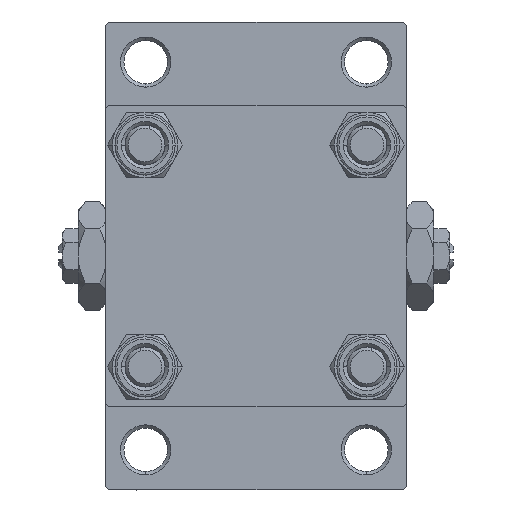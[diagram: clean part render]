
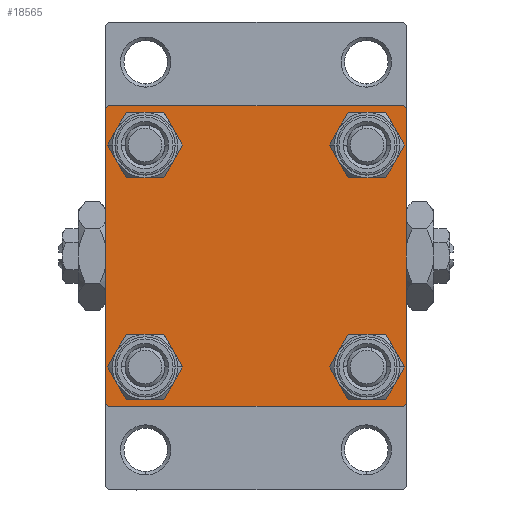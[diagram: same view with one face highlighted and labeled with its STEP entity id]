
A CAD part, left-side view. The second image highlights one B-rep face of the part: STEP entity #18565.
In plain terms, the highlighted planar face has unit normal (-1, 0, 0).
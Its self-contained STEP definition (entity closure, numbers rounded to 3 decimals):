
#191 = CIRCLE ( 'NONE', #43365, 3.5 ) ;
#539 = EDGE_LOOP ( 'NONE', ( #13086, #40939 ) ) ;
#821 = CARTESIAN_POINT ( 'NONE',  ( 0., 16.6, 13.1 ) ) ;
#1506 = VECTOR ( 'NONE', #9284, 1000. ) ;
#1995 = VERTEX_POINT ( 'NONE', #42231 ) ;
#2297 = AXIS2_PLACEMENT_3D ( 'NONE', #37859, #30007, #7394 ) ;
#2540 = LINE ( 'NONE', #28350, #23232 ) ;
#3063 = ORIENTED_EDGE ( 'NONE', *, *, #21763, .T. ) ;
#3064 = DIRECTION ( 'NONE',  ( 0., -0.707, -0.707 ) ) ;
#3488 = FACE_BOUND ( 'NONE', #539, .T. ) ;
#4128 = CARTESIAN_POINT ( 'NONE',  ( 0., 16.6, 16.6 ) ) ;
#4940 = ORIENTED_EDGE ( 'NONE', *, *, #9639, .T. ) ;
#5067 = CARTESIAN_POINT ( 'NONE',  ( 0., -16.6, -20.1 ) ) ;
#5442 = LINE ( 'NONE', #43289, #19439 ) ;
#5529 = VERTEX_POINT ( 'NONE', #20198 ) ;
#6069 = DIRECTION ( 'NONE',  ( 0., 0., 1. ) ) ;
#6129 = CARTESIAN_POINT ( 'NONE',  ( 0., -16.6, 13.1 ) ) ;
#6277 = CARTESIAN_POINT ( 'NONE',  ( 0., 16.6, 20.1 ) ) ;
#7003 = AXIS2_PLACEMENT_3D ( 'NONE', #4128, #14938, #29697 ) ;
#7167 = DIRECTION ( 'NONE',  ( 1., 0., 0. ) ) ;
#7169 = FACE_BOUND ( 'NONE', #46997, .T. ) ;
#7394 = DIRECTION ( 'NONE',  ( 0., 0., 1. ) ) ;
#8288 = VERTEX_POINT ( 'NONE', #39900 ) ;
#8415 = ORIENTED_EDGE ( 'NONE', *, *, #35946, .T. ) ;
#8566 = VERTEX_POINT ( 'NONE', #47949 ) ;
#8943 = ORIENTED_EDGE ( 'NONE', *, *, #39436, .T. ) ;
#9047 = LINE ( 'NONE', #12985, #1506 ) ;
#9140 = EDGE_CURVE ( 'NONE', #21680, #33415, #21136, .T. ) ;
#9284 = DIRECTION ( 'NONE',  ( 0., -0.707, 0.707 ) ) ;
#9527 = AXIS2_PLACEMENT_3D ( 'NONE', #48446, #14777, #23606 ) ;
#9639 = EDGE_CURVE ( 'NONE', #39788, #17747, #12510, .T. ) ;
#9918 = ORIENTED_EDGE ( 'NONE', *, *, #42473, .T. ) ;
#10458 = AXIS2_PLACEMENT_3D ( 'NONE', #40834, #7167, #22152 ) ;
#11994 = ORIENTED_EDGE ( 'NONE', *, *, #33568, .T. ) ;
#12207 = ORIENTED_EDGE ( 'NONE', *, *, #48160, .F. ) ;
#12510 = CIRCLE ( 'NONE', #2297, 3.5 ) ;
#12985 = CARTESIAN_POINT ( 'NONE',  ( 0., -22.25, -22.25 ) ) ;
#13086 = ORIENTED_EDGE ( 'NONE', *, *, #22787, .T. ) ;
#13687 = CARTESIAN_POINT ( 'NONE',  ( 0., -16.6, -16.6 ) ) ;
#14096 = CARTESIAN_POINT ( 'NONE',  ( 0., 22.5, 22. ) ) ;
#14439 = CARTESIAN_POINT ( 'NONE',  ( 0., -16.6, -16.6 ) ) ;
#14777 = DIRECTION ( 'NONE',  ( -1., 0., 0. ) ) ;
#14938 = DIRECTION ( 'NONE',  ( 1., 0., 0. ) ) ;
#16268 = VERTEX_POINT ( 'NONE', #35605 ) ;
#16824 = AXIS2_PLACEMENT_3D ( 'NONE', #13687, #21770, #43656 ) ;
#17136 = DIRECTION ( 'NONE',  ( 1., 0., 0. ) ) ;
#17166 = VERTEX_POINT ( 'NONE', #47580 ) ;
#17393 = ORIENTED_EDGE ( 'NONE', *, *, #39137, .T. ) ;
#17747 = VERTEX_POINT ( 'NONE', #18978 ) ;
#18062 = LINE ( 'NONE', #36733, #46234 ) ;
#18078 = EDGE_CURVE ( 'NONE', #5529, #41260, #29997, .T. ) ;
#18472 = FACE_OUTER_BOUND ( 'NONE', #33030, .T. ) ;
#18565 = ADVANCED_FACE ( 'NONE', ( #7169, #22154, #37155, #3488, #18472 ), #33470, .T. ) ;
#18671 = DIRECTION ( 'NONE',  ( 0., 0., 1. ) ) ;
#18918 = CARTESIAN_POINT ( 'NONE',  ( 0., 16.6, -16.6 ) ) ;
#18978 = CARTESIAN_POINT ( 'NONE',  ( 0., 16.6, -13.1 ) ) ;
#19138 = CIRCLE ( 'NONE', #16824, 3.5 ) ;
#19439 = VECTOR ( 'NONE', #43037, 1000. ) ;
#19923 = ORIENTED_EDGE ( 'NONE', *, *, #36757, .T. ) ;
#19951 = DIRECTION ( 'NONE',  ( 1., 0., 0. ) ) ;
#20198 = CARTESIAN_POINT ( 'NONE',  ( 0., -22.5, 22. ) ) ;
#20607 = CIRCLE ( 'NONE', #10458, 3.5 ) ;
#20640 = VECTOR ( 'NONE', #47498, 1000. ) ;
#20649 = ORIENTED_EDGE ( 'NONE', *, *, #22507, .T. ) ;
#20709 = LINE ( 'NONE', #43065, #20640 ) ;
#21076 = ORIENTED_EDGE ( 'NONE', *, *, #46653, .T. ) ;
#21136 = CIRCLE ( 'NONE', #7003, 3.5 ) ;
#21570 = EDGE_CURVE ( 'NONE', #46930, #8566, #44339, .T. ) ;
#21680 = VERTEX_POINT ( 'NONE', #821 ) ;
#21763 = EDGE_CURVE ( 'NONE', #17166, #38853, #20607, .T. ) ;
#21770 = DIRECTION ( 'NONE',  ( 1., 0., 0. ) ) ;
#22152 = DIRECTION ( 'NONE',  ( 0., 0., 1. ) ) ;
#22154 = FACE_BOUND ( 'NONE', #28944, .T. ) ;
#22507 = EDGE_CURVE ( 'NONE', #1995, #34412, #20709, .T. ) ;
#22787 = EDGE_CURVE ( 'NONE', #33415, #21680, #46566, .T. ) ;
#23232 = VECTOR ( 'NONE', #43333, 1000. ) ;
#23451 = VERTEX_POINT ( 'NONE', #5067 ) ;
#23606 = DIRECTION ( 'NONE',  ( 0., 0., 1. ) ) ;
#24133 = LINE ( 'NONE', #43044, #25386 ) ;
#24385 = AXIS2_PLACEMENT_3D ( 'NONE', #46491, #19951, #42809 ) ;
#24434 = VECTOR ( 'NONE', #41529, 1000. ) ;
#24488 = EDGE_CURVE ( 'NONE', #23451, #16268, #19138, .T. ) ;
#25386 = VECTOR ( 'NONE', #31523, 1000. ) ;
#28350 = CARTESIAN_POINT ( 'NONE',  ( 0., -22.25, 22.25 ) ) ;
#28772 = DIRECTION ( 'NONE',  ( 0., 0., 1. ) ) ;
#28944 = EDGE_LOOP ( 'NONE', ( #21076, #30223 ) ) ;
#29375 = DIRECTION ( 'NONE',  ( 0., -1., 0. ) ) ;
#29697 = DIRECTION ( 'NONE',  ( 0., 0., 1. ) ) ;
#29997 = LINE ( 'NONE', #34647, #24434 ) ;
#30007 = DIRECTION ( 'NONE',  ( 1., 0., 0. ) ) ;
#30223 = ORIENTED_EDGE ( 'NONE', *, *, #24488, .T. ) ;
#31523 = DIRECTION ( 'NONE',  ( 0., -1., 0. ) ) ;
#32050 = ORIENTED_EDGE ( 'NONE', *, *, #21570, .T. ) ;
#32452 = AXIS2_PLACEMENT_3D ( 'NONE', #36130, #47444, #28772 ) ;
#32819 = ORIENTED_EDGE ( 'NONE', *, *, #18078, .F. ) ;
#33030 = EDGE_LOOP ( 'NONE', ( #19923, #8943, #32050, #17393, #32819, #11994, #12207, #20649 ) ) ;
#33415 = VERTEX_POINT ( 'NONE', #6277 ) ;
#33470 = PLANE ( 'NONE',  #9527 ) ;
#33568 = EDGE_CURVE ( 'NONE', #5529, #37427, #2540, .T. ) ;
#33677 = DIRECTION ( 'NONE',  ( 1., 0., 0. ) ) ;
#34412 = VERTEX_POINT ( 'NONE', #14096 ) ;
#34647 = CARTESIAN_POINT ( 'NONE',  ( 0., -22.5, 22.5 ) ) ;
#34845 = CARTESIAN_POINT ( 'NONE',  ( 0., -22., 22.5 ) ) ;
#35605 = CARTESIAN_POINT ( 'NONE',  ( 0., -16.6, -13.1 ) ) ;
#35756 = CARTESIAN_POINT ( 'NONE',  ( 0., 22., -22.5 ) ) ;
#35946 = EDGE_CURVE ( 'NONE', #17747, #39788, #41406, .T. ) ;
#36130 = CARTESIAN_POINT ( 'NONE',  ( 0., 16.6, 16.6 ) ) ;
#36733 = CARTESIAN_POINT ( 'NONE',  ( 0., 22.25, -22.25 ) ) ;
#36757 = EDGE_CURVE ( 'NONE', #34412, #8288, #5442, .T. ) ;
#37155 = FACE_BOUND ( 'NONE', #48237, .T. ) ;
#37211 = CARTESIAN_POINT ( 'NONE',  ( 0., 22.5, -22.5 ) ) ;
#37427 = VERTEX_POINT ( 'NONE', #34845 ) ;
#37859 = CARTESIAN_POINT ( 'NONE',  ( 0., 16.6, -16.6 ) ) ;
#38071 = CARTESIAN_POINT ( 'NONE',  ( 0., 16.6, -20.1 ) ) ;
#38853 = VERTEX_POINT ( 'NONE', #6129 ) ;
#39137 = EDGE_CURVE ( 'NONE', #8566, #41260, #9047, .T. ) ;
#39436 = EDGE_CURVE ( 'NONE', #8288, #46930, #18062, .T. ) ;
#39788 = VERTEX_POINT ( 'NONE', #38071 ) ;
#39900 = CARTESIAN_POINT ( 'NONE',  ( 0., 22.5, -22. ) ) ;
#40834 = CARTESIAN_POINT ( 'NONE',  ( 0., -16.6, 16.6 ) ) ;
#40939 = ORIENTED_EDGE ( 'NONE', *, *, #9140, .T. ) ;
#41035 = VECTOR ( 'NONE', #29375, 1000. ) ;
#41260 = VERTEX_POINT ( 'NONE', #48006 ) ;
#41406 = CIRCLE ( 'NONE', #43084, 3.5 ) ;
#41529 = DIRECTION ( 'NONE',  ( 0., 0., -1. ) ) ;
#42231 = CARTESIAN_POINT ( 'NONE',  ( 0., 22., 22.5 ) ) ;
#42473 = EDGE_CURVE ( 'NONE', #38853, #17166, #44001, .T. ) ;
#42809 = DIRECTION ( 'NONE',  ( 0., 0., 1. ) ) ;
#43037 = DIRECTION ( 'NONE',  ( 0., 0., -1. ) ) ;
#43044 = CARTESIAN_POINT ( 'NONE',  ( 0., 22.5, 22.5 ) ) ;
#43065 = CARTESIAN_POINT ( 'NONE',  ( 0., 22.25, 22.25 ) ) ;
#43084 = AXIS2_PLACEMENT_3D ( 'NONE', #18918, #33677, #18671 ) ;
#43289 = CARTESIAN_POINT ( 'NONE',  ( 0., 22.5, 22.5 ) ) ;
#43333 = DIRECTION ( 'NONE',  ( 0., 0.707, 0.707 ) ) ;
#43365 = AXIS2_PLACEMENT_3D ( 'NONE', #14439, #17136, #6069 ) ;
#43656 = DIRECTION ( 'NONE',  ( 0., 0., 1. ) ) ;
#44001 = CIRCLE ( 'NONE', #24385, 3.5 ) ;
#44339 = LINE ( 'NONE', #37211, #41035 ) ;
#46234 = VECTOR ( 'NONE', #3064, 1000. ) ;
#46491 = CARTESIAN_POINT ( 'NONE',  ( 0., -16.6, 16.6 ) ) ;
#46566 = CIRCLE ( 'NONE', #32452, 3.5 ) ;
#46653 = EDGE_CURVE ( 'NONE', #16268, #23451, #191, .T. ) ;
#46930 = VERTEX_POINT ( 'NONE', #35756 ) ;
#46997 = EDGE_LOOP ( 'NONE', ( #3063, #9918 ) ) ;
#47444 = DIRECTION ( 'NONE',  ( 1., 0., 0. ) ) ;
#47498 = DIRECTION ( 'NONE',  ( 0., 0.707, -0.707 ) ) ;
#47580 = CARTESIAN_POINT ( 'NONE',  ( 0., -16.6, 20.1 ) ) ;
#47949 = CARTESIAN_POINT ( 'NONE',  ( 0., -22., -22.5 ) ) ;
#48006 = CARTESIAN_POINT ( 'NONE',  ( 0., -22.5, -22. ) ) ;
#48160 = EDGE_CURVE ( 'NONE', #1995, #37427, #24133, .T. ) ;
#48237 = EDGE_LOOP ( 'NONE', ( #8415, #4940 ) ) ;
#48446 = CARTESIAN_POINT ( 'NONE',  ( 0., 0., 0. ) ) ;
